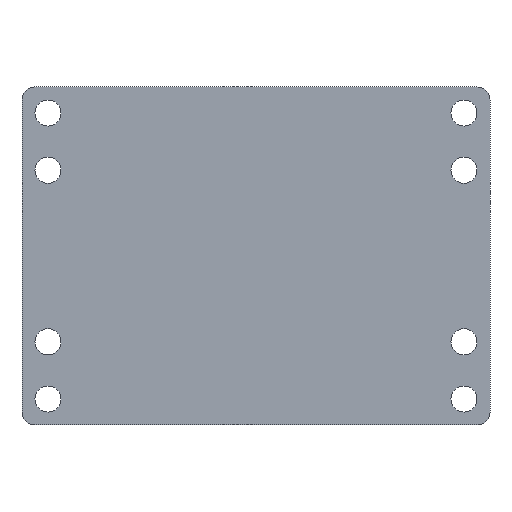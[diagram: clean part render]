
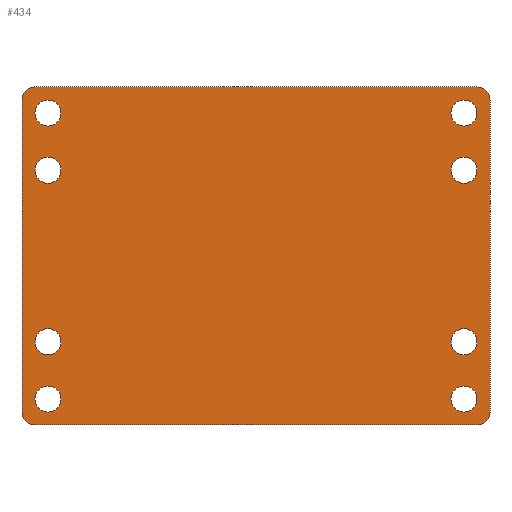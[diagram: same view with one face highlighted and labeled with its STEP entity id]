
A CAD part, front view. The second image highlights one B-rep face of the part: STEP entity #434.
In plain terms, the highlighted planar face has unit normal (0, -1, 0).
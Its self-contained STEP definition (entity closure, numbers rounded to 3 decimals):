
#39=FACE_BOUND('',#97,.T.);
#40=FACE_BOUND('',#98,.T.);
#41=FACE_BOUND('',#99,.T.);
#42=FACE_BOUND('',#100,.T.);
#43=FACE_BOUND('',#101,.T.);
#44=FACE_BOUND('',#102,.T.);
#45=FACE_BOUND('',#103,.T.);
#46=FACE_BOUND('',#104,.T.);
#52=PLANE('',#504);
#70=FACE_OUTER_BOUND('',#96,.T.);
#96=EDGE_LOOP('',(#381,#382,#383,#384,#385,#386,#387,#388));
#97=EDGE_LOOP('',(#389,#390));
#98=EDGE_LOOP('',(#391,#392));
#99=EDGE_LOOP('',(#393,#394));
#100=EDGE_LOOP('',(#395,#396));
#101=EDGE_LOOP('',(#397,#398));
#102=EDGE_LOOP('',(#399,#400));
#103=EDGE_LOOP('',(#401,#402));
#104=EDGE_LOOP('',(#403,#404));
#115=LINE('',#743,#139);
#119=LINE('',#755,#143);
#123=LINE('',#767,#147);
#127=LINE('',#778,#151);
#139=VECTOR('',#601,10.);
#143=VECTOR('',#613,10.);
#147=VECTOR('',#625,10.);
#151=VECTOR('',#637,10.);
#153=CIRCLE('',#456,5.);
#154=CIRCLE('',#457,5.);
#156=CIRCLE('',#460,5.);
#157=CIRCLE('',#461,5.);
#159=CIRCLE('',#464,5.);
#160=CIRCLE('',#465,5.);
#162=CIRCLE('',#468,5.);
#163=CIRCLE('',#469,5.);
#165=CIRCLE('',#472,5.);
#166=CIRCLE('',#473,5.);
#168=CIRCLE('',#476,5.);
#169=CIRCLE('',#477,5.);
#171=CIRCLE('',#480,5.);
#172=CIRCLE('',#481,5.);
#174=CIRCLE('',#484,5.);
#175=CIRCLE('',#485,5.);
#177=CIRCLE('',#488,5.);
#179=CIRCLE('',#492,5.);
#181=CIRCLE('',#496,5.);
#183=CIRCLE('',#500,5.);
#197=VERTEX_POINT('',#669);
#198=VERTEX_POINT('',#670);
#200=VERTEX_POINT('',#677);
#201=VERTEX_POINT('',#678);
#203=VERTEX_POINT('',#685);
#204=VERTEX_POINT('',#686);
#206=VERTEX_POINT('',#693);
#207=VERTEX_POINT('',#694);
#209=VERTEX_POINT('',#701);
#210=VERTEX_POINT('',#702);
#212=VERTEX_POINT('',#709);
#213=VERTEX_POINT('',#710);
#215=VERTEX_POINT('',#717);
#216=VERTEX_POINT('',#718);
#218=VERTEX_POINT('',#725);
#219=VERTEX_POINT('',#726);
#221=VERTEX_POINT('',#733);
#222=VERTEX_POINT('',#734);
#225=VERTEX_POINT('',#742);
#227=VERTEX_POINT('',#748);
#229=VERTEX_POINT('',#754);
#231=VERTEX_POINT('',#760);
#233=VERTEX_POINT('',#766);
#235=VERTEX_POINT('',#772);
#237=EDGE_CURVE('',#197,#198,#153,.T.);
#238=EDGE_CURVE('',#198,#197,#154,.T.);
#241=EDGE_CURVE('',#200,#201,#156,.T.);
#242=EDGE_CURVE('',#201,#200,#157,.T.);
#245=EDGE_CURVE('',#203,#204,#159,.T.);
#246=EDGE_CURVE('',#204,#203,#160,.T.);
#249=EDGE_CURVE('',#206,#207,#162,.T.);
#250=EDGE_CURVE('',#207,#206,#163,.T.);
#253=EDGE_CURVE('',#209,#210,#165,.T.);
#254=EDGE_CURVE('',#210,#209,#166,.T.);
#257=EDGE_CURVE('',#212,#213,#168,.T.);
#258=EDGE_CURVE('',#213,#212,#169,.T.);
#261=EDGE_CURVE('',#215,#216,#171,.T.);
#262=EDGE_CURVE('',#216,#215,#172,.T.);
#265=EDGE_CURVE('',#218,#219,#174,.T.);
#266=EDGE_CURVE('',#219,#218,#175,.T.);
#269=EDGE_CURVE('',#221,#222,#177,.T.);
#273=EDGE_CURVE('',#225,#221,#115,.T.);
#276=EDGE_CURVE('',#227,#225,#179,.T.);
#279=EDGE_CURVE('',#229,#227,#119,.T.);
#282=EDGE_CURVE('',#231,#229,#181,.T.);
#285=EDGE_CURVE('',#233,#231,#123,.T.);
#288=EDGE_CURVE('',#235,#233,#183,.T.);
#291=EDGE_CURVE('',#222,#235,#127,.T.);
#381=ORIENTED_EDGE('',*,*,#291,.F.);
#382=ORIENTED_EDGE('',*,*,#269,.F.);
#383=ORIENTED_EDGE('',*,*,#273,.F.);
#384=ORIENTED_EDGE('',*,*,#276,.F.);
#385=ORIENTED_EDGE('',*,*,#279,.F.);
#386=ORIENTED_EDGE('',*,*,#282,.F.);
#387=ORIENTED_EDGE('',*,*,#285,.F.);
#388=ORIENTED_EDGE('',*,*,#288,.F.);
#389=ORIENTED_EDGE('',*,*,#237,.T.);
#390=ORIENTED_EDGE('',*,*,#238,.T.);
#391=ORIENTED_EDGE('',*,*,#241,.T.);
#392=ORIENTED_EDGE('',*,*,#242,.T.);
#393=ORIENTED_EDGE('',*,*,#245,.T.);
#394=ORIENTED_EDGE('',*,*,#246,.T.);
#395=ORIENTED_EDGE('',*,*,#249,.T.);
#396=ORIENTED_EDGE('',*,*,#250,.T.);
#397=ORIENTED_EDGE('',*,*,#253,.T.);
#398=ORIENTED_EDGE('',*,*,#254,.T.);
#399=ORIENTED_EDGE('',*,*,#257,.T.);
#400=ORIENTED_EDGE('',*,*,#258,.T.);
#401=ORIENTED_EDGE('',*,*,#261,.T.);
#402=ORIENTED_EDGE('',*,*,#262,.T.);
#403=ORIENTED_EDGE('',*,*,#265,.T.);
#404=ORIENTED_EDGE('',*,*,#266,.T.);
#434=ADVANCED_FACE('',(#70,#39,#40,#41,#42,#43,#44,#45,#46),#52,.F.);
#456=AXIS2_PLACEMENT_3D('',#671,#521,#522);
#457=AXIS2_PLACEMENT_3D('',#672,#523,#524);
#460=AXIS2_PLACEMENT_3D('',#679,#530,#531);
#461=AXIS2_PLACEMENT_3D('',#680,#532,#533);
#464=AXIS2_PLACEMENT_3D('',#687,#539,#540);
#465=AXIS2_PLACEMENT_3D('',#688,#541,#542);
#468=AXIS2_PLACEMENT_3D('',#695,#548,#549);
#469=AXIS2_PLACEMENT_3D('',#696,#550,#551);
#472=AXIS2_PLACEMENT_3D('',#703,#557,#558);
#473=AXIS2_PLACEMENT_3D('',#704,#559,#560);
#476=AXIS2_PLACEMENT_3D('',#711,#566,#567);
#477=AXIS2_PLACEMENT_3D('',#712,#568,#569);
#480=AXIS2_PLACEMENT_3D('',#719,#575,#576);
#481=AXIS2_PLACEMENT_3D('',#720,#577,#578);
#484=AXIS2_PLACEMENT_3D('',#727,#584,#585);
#485=AXIS2_PLACEMENT_3D('',#728,#586,#587);
#488=AXIS2_PLACEMENT_3D('',#735,#593,#594);
#492=AXIS2_PLACEMENT_3D('',#749,#606,#607);
#496=AXIS2_PLACEMENT_3D('',#761,#618,#619);
#500=AXIS2_PLACEMENT_3D('',#773,#630,#631);
#504=AXIS2_PLACEMENT_3D('',#781,#641,#642);
#521=DIRECTION('center_axis',(0.,1.,0.));
#522=DIRECTION('ref_axis',(-1.,0.,0.));
#523=DIRECTION('center_axis',(0.,1.,0.));
#524=DIRECTION('ref_axis',(-1.,0.,0.));
#530=DIRECTION('center_axis',(0.,1.,0.));
#531=DIRECTION('ref_axis',(-1.,0.,0.));
#532=DIRECTION('center_axis',(0.,1.,0.));
#533=DIRECTION('ref_axis',(-1.,0.,0.));
#539=DIRECTION('center_axis',(0.,1.,0.));
#540=DIRECTION('ref_axis',(-1.,0.,0.));
#541=DIRECTION('center_axis',(0.,1.,0.));
#542=DIRECTION('ref_axis',(-1.,0.,0.));
#548=DIRECTION('center_axis',(0.,1.,0.));
#549=DIRECTION('ref_axis',(-1.,0.,0.));
#550=DIRECTION('center_axis',(0.,1.,0.));
#551=DIRECTION('ref_axis',(-1.,0.,0.));
#557=DIRECTION('center_axis',(0.,1.,0.));
#558=DIRECTION('ref_axis',(1.,0.,0.));
#559=DIRECTION('center_axis',(0.,1.,0.));
#560=DIRECTION('ref_axis',(1.,0.,0.));
#566=DIRECTION('center_axis',(0.,1.,0.));
#567=DIRECTION('ref_axis',(1.,0.,0.));
#568=DIRECTION('center_axis',(0.,1.,0.));
#569=DIRECTION('ref_axis',(1.,0.,0.));
#575=DIRECTION('center_axis',(0.,1.,0.));
#576=DIRECTION('ref_axis',(1.,0.,0.));
#577=DIRECTION('center_axis',(0.,1.,0.));
#578=DIRECTION('ref_axis',(1.,0.,0.));
#584=DIRECTION('center_axis',(0.,1.,0.));
#585=DIRECTION('ref_axis',(1.,0.,0.));
#586=DIRECTION('center_axis',(0.,1.,0.));
#587=DIRECTION('ref_axis',(1.,0.,0.));
#593=DIRECTION('center_axis',(0.,1.,0.));
#594=DIRECTION('ref_axis',(-1.,0.,0.));
#601=DIRECTION('',(0.,0.,1.));
#606=DIRECTION('center_axis',(0.,1.,0.));
#607=DIRECTION('ref_axis',(0.,0.,-1.));
#613=DIRECTION('',(-1.,0.,0.));
#618=DIRECTION('center_axis',(0.,1.,0.));
#619=DIRECTION('ref_axis',(1.,0.,0.));
#625=DIRECTION('',(0.,0.,-1.));
#630=DIRECTION('center_axis',(0.,1.,0.));
#631=DIRECTION('ref_axis',(0.,0.,1.));
#637=DIRECTION('',(1.,0.,0.));
#641=DIRECTION('center_axis',(0.,1.,0.));
#642=DIRECTION('ref_axis',(0.,0.,1.));
#669=CARTESIAN_POINT('',(5.,0.,120.));
#670=CARTESIAN_POINT('',(15.,0.,120.));
#671=CARTESIAN_POINT('Origin',(10.,0.,120.));
#672=CARTESIAN_POINT('Origin',(10.,0.,120.));
#677=CARTESIAN_POINT('',(5.,0.,98.));
#678=CARTESIAN_POINT('',(15.,0.,98.));
#679=CARTESIAN_POINT('Origin',(10.,0.,98.));
#680=CARTESIAN_POINT('Origin',(10.,0.,98.));
#685=CARTESIAN_POINT('',(5.,0.,32.));
#686=CARTESIAN_POINT('',(15.,0.,32.));
#687=CARTESIAN_POINT('Origin',(10.,0.,32.));
#688=CARTESIAN_POINT('Origin',(10.,0.,32.));
#693=CARTESIAN_POINT('',(5.,0.,10.));
#694=CARTESIAN_POINT('',(15.,0.,10.));
#695=CARTESIAN_POINT('Origin',(10.,0.,10.));
#696=CARTESIAN_POINT('Origin',(10.,0.,10.));
#701=CARTESIAN_POINT('',(175.,0.,98.));
#702=CARTESIAN_POINT('',(165.,0.,98.));
#703=CARTESIAN_POINT('Origin',(170.,0.,98.));
#704=CARTESIAN_POINT('Origin',(170.,0.,98.));
#709=CARTESIAN_POINT('',(175.,0.,32.));
#710=CARTESIAN_POINT('',(165.,0.,32.));
#711=CARTESIAN_POINT('Origin',(170.,0.,32.));
#712=CARTESIAN_POINT('Origin',(170.,0.,32.));
#717=CARTESIAN_POINT('',(175.,0.,120.));
#718=CARTESIAN_POINT('',(165.,0.,120.));
#719=CARTESIAN_POINT('Origin',(170.,0.,120.));
#720=CARTESIAN_POINT('Origin',(170.,0.,120.));
#725=CARTESIAN_POINT('',(175.,0.,10.));
#726=CARTESIAN_POINT('',(165.,0.,10.));
#727=CARTESIAN_POINT('Origin',(170.,0.,10.));
#728=CARTESIAN_POINT('Origin',(170.,0.,10.));
#733=CARTESIAN_POINT('',(0.,0.,125.));
#734=CARTESIAN_POINT('',(5.,0.,130.));
#735=CARTESIAN_POINT('Origin',(5.,0.,125.));
#742=CARTESIAN_POINT('',(0.,0.,5.));
#743=CARTESIAN_POINT('',(0.,0.,5.));
#748=CARTESIAN_POINT('',(5.,0.,0.));
#749=CARTESIAN_POINT('Origin',(5.,0.,5.));
#754=CARTESIAN_POINT('',(175.,0.,0.));
#755=CARTESIAN_POINT('',(175.,0.,0.));
#760=CARTESIAN_POINT('',(180.,0.,5.));
#761=CARTESIAN_POINT('Origin',(175.,0.,5.));
#766=CARTESIAN_POINT('',(180.,0.,125.));
#767=CARTESIAN_POINT('',(180.,0.,125.));
#772=CARTESIAN_POINT('',(175.,0.,130.));
#773=CARTESIAN_POINT('Origin',(175.,0.,125.));
#778=CARTESIAN_POINT('',(5.,0.,130.));
#781=CARTESIAN_POINT('Origin',(90.,0.,65.));
